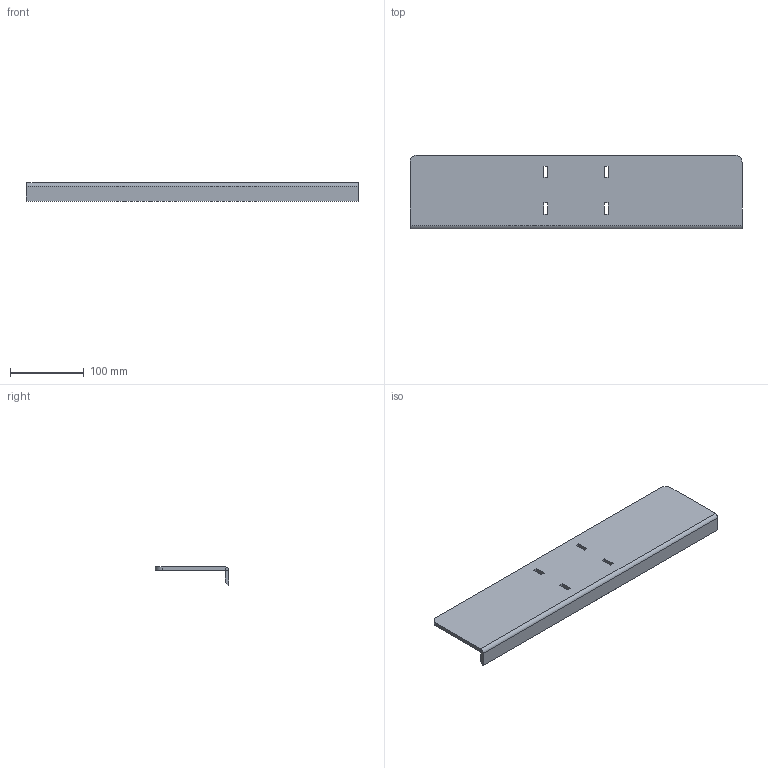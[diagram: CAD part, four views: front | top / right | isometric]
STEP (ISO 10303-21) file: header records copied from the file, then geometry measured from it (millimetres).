
FILE_DESCRIPTION (( 'STEP AP203' ), '1' );
FILE_NAME ('3927-35-15_REV_.step', '2026-02-22T20:35:34', ( '' ), ( '' ), 'SwSTEP 2.0', 'SolidWorks 2025', '' );
FILE_SCHEMA (( 'CONFIG_CONTROL_DESIGN' ));
Length unit declared in the file: millimetre
Products named in the file (1): 3927-35-15_REV_
Bounding box: 450 x 100 x 25 mm (x, y, z)
Volume: 262107.9 mm3; surface area: 111691.1 mm2
Topology: 1 solids, 1 shells, 32 faces, 82 edges, 52 vertices
Faces by surface type: plane 29, cylinder 3
Entity records: 1041 total; most frequent: CARTESIAN_POINT 167, ORIENTED_EDGE 164, DIRECTION 154, EDGE_CURVE 82, VECTOR 76, LINE 76, VERTEX_POINT 52, EDGE_LOOP 40
